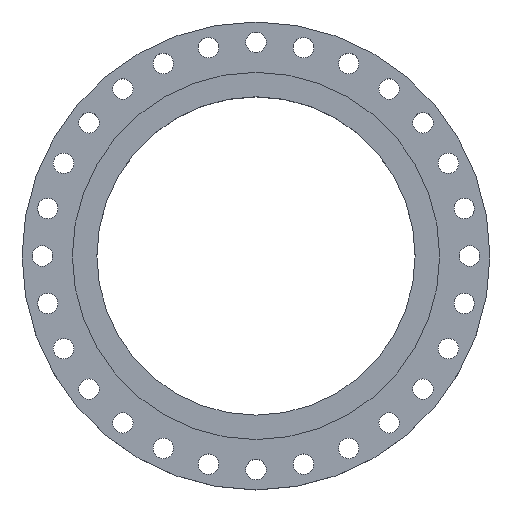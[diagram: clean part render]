
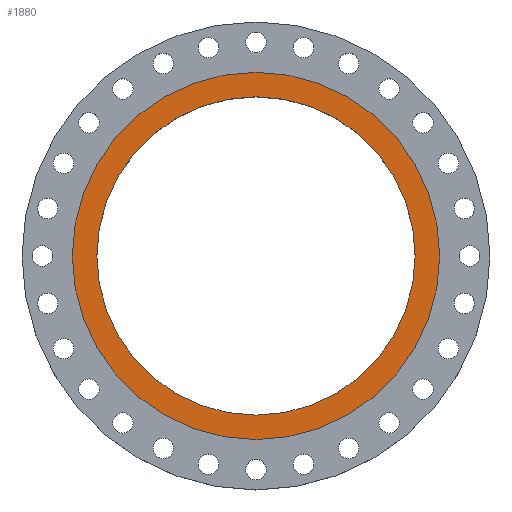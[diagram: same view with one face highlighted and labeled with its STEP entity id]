
A CAD part, top view. The second image highlights one B-rep face of the part: STEP entity #1880.
In plain terms, the highlighted planar face has unit normal (0, 0, 1).
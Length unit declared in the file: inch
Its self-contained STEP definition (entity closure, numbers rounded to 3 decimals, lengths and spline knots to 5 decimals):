
#96 = ORIENTED_EDGE ( 'NONE', *, *, #2029, .F. ) ;
#100 = AXIS2_PLACEMENT_3D ( 'NONE', #1833, #2224, #558 ) ;
#133 = AXIS2_PLACEMENT_3D ( 'NONE', #893, #143, #2351 ) ;
#143 = DIRECTION ( 'NONE',  ( 0., 0., 1. ) ) ;
#201 = VERTEX_POINT ( 'NONE', #338 ) ;
#246 = DIRECTION ( 'NONE',  ( 0., 0., 1. ) ) ;
#338 = CARTESIAN_POINT ( 'NONE',  ( -16.875, 0., 0. ) ) ;
#355 = CARTESIAN_POINT ( 'NONE',  ( 14.625, 0., 0. ) ) ;
#382 = CIRCLE ( 'NONE', #1625, 14.625 ) ;
#438 = ORIENTED_EDGE ( 'NONE', *, *, #1321, .F. ) ;
#476 = DIRECTION ( 'NONE',  ( 1., 0., 0. ) ) ;
#558 = DIRECTION ( 'NONE',  ( -1., 0., 0. ) ) ;
#672 = CIRCLE ( 'NONE', #1415, 16.875 ) ;
#687 = DIRECTION ( 'NONE',  ( 0., 0., 1. ) ) ;
#750 = PLANE ( 'NONE',  #100 ) ;
#809 = ORIENTED_EDGE ( 'NONE', *, *, #2464, .T. ) ;
#833 = AXIS2_PLACEMENT_3D ( 'NONE', #2393, #246, #1787 ) ;
#871 = CIRCLE ( 'NONE', #133, 16.875 ) ;
#893 = CARTESIAN_POINT ( 'NONE',  ( 0., 0., 0. ) ) ;
#1061 = DIRECTION ( 'NONE',  ( 0., 0., 1. ) ) ;
#1142 = EDGE_CURVE ( 'NONE', #1718, #201, #871, .T. ) ;
#1203 = VERTEX_POINT ( 'NONE', #355 ) ;
#1321 = EDGE_CURVE ( 'NONE', #1203, #2189, #1700, .T. ) ;
#1406 = FACE_OUTER_BOUND ( 'NONE', #1567, .T. ) ;
#1415 = AXIS2_PLACEMENT_3D ( 'NONE', #2495, #687, #1476 ) ;
#1447 = ORIENTED_EDGE ( 'NONE', *, *, #1142, .T. ) ;
#1476 = DIRECTION ( 'NONE',  ( 1., 0., 0. ) ) ;
#1567 = EDGE_LOOP ( 'NONE', ( #1447, #809 ) ) ;
#1625 = AXIS2_PLACEMENT_3D ( 'NONE', #1682, #1061, #476 ) ;
#1682 = CARTESIAN_POINT ( 'NONE',  ( 0., 0., 0. ) ) ;
#1700 = CIRCLE ( 'NONE', #833, 14.625 ) ;
#1712 = EDGE_LOOP ( 'NONE', ( #438, #96 ) ) ;
#1718 = VERTEX_POINT ( 'NONE', #2305 ) ;
#1720 = CARTESIAN_POINT ( 'NONE',  ( -14.625, 0., 0. ) ) ;
#1787 = DIRECTION ( 'NONE',  ( 1., 0., 0. ) ) ;
#1833 = CARTESIAN_POINT ( 'NONE',  ( 0., 14.625, 0. ) ) ;
#1880 = ADVANCED_FACE ( 'NONE', ( #2437, #1406 ), #750, .F. ) ;
#2029 = EDGE_CURVE ( 'NONE', #2189, #1203, #382, .T. ) ;
#2189 = VERTEX_POINT ( 'NONE', #1720 ) ;
#2224 = DIRECTION ( 'NONE',  ( 0., 0., -1. ) ) ;
#2305 = CARTESIAN_POINT ( 'NONE',  ( 16.875, 0., 0. ) ) ;
#2351 = DIRECTION ( 'NONE',  ( 1., 0., 0. ) ) ;
#2393 = CARTESIAN_POINT ( 'NONE',  ( 0., 0., 0. ) ) ;
#2437 = FACE_BOUND ( 'NONE', #1712, .T. ) ;
#2464 = EDGE_CURVE ( 'NONE', #201, #1718, #672, .T. ) ;
#2495 = CARTESIAN_POINT ( 'NONE',  ( 0., 0., 0. ) ) ;
